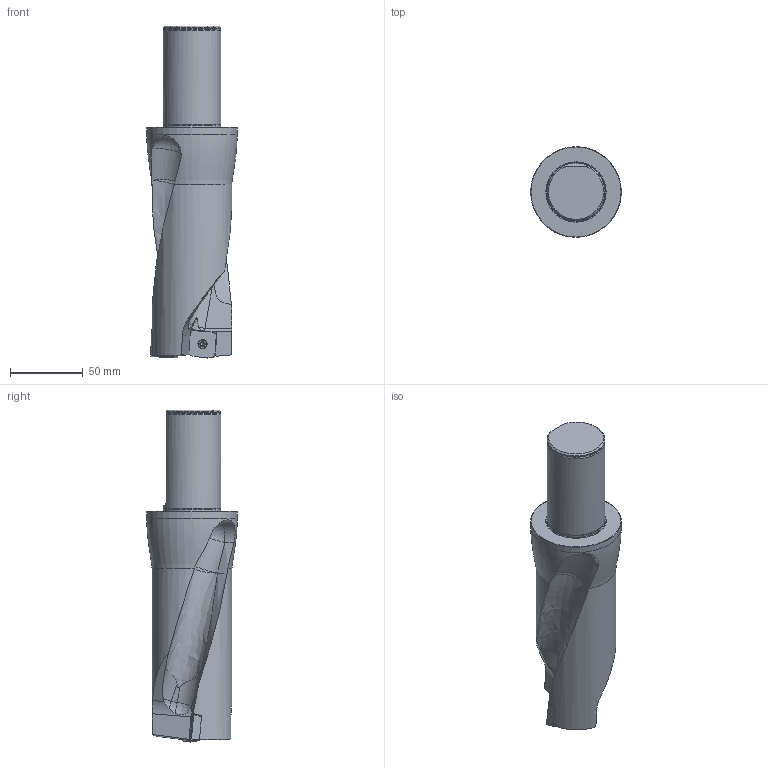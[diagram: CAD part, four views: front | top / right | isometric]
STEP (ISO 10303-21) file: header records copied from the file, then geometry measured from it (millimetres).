
FILE_DESCRIPTION(/* description */ (''),/* implementation_level */ '2;1');
FILE_NAME(/* name */ 'toolassembly_1.stp',/* time_stamp */ '2020-07-07T15:29:20+02:00',/* author */ (''),/* organization */ ('SMS'),/* preprocessor_version */ 'ST-DEVELOPER v16.7',/* originating_system */ 'SIEMENS PLM Software NX 12.0',/* authorisation */ '');
FILE_SCHEMA (('AUTOMOTIVE_DESIGN { 1 0 10303 214 3 1 1 1 }'));
Length unit declared in the file: millimetre
Products named in the file (5): CUT_20200707152751; CUT_20200707152749; NOCUT_20200707152740; ASSEMBLY_CONSTRUCTION; TOOLASSEMBLY_1
Assembly tree (4 placements, depth 2):
  TOOLASSEMBLY_1
    ASSEMBLY_CONSTRUCTION
    NOCUT_20200707152740
    CUT_20200707152749
    CUT_20200707152751
Bounding box: 62.5 x 62.5 x 228.98 mm (x, y, z)
Volume: 331174 mm3; surface area: 49067 mm2
Topology: 3 solids, 3 shells, 248 faces, 663 edges, 427 vertices
Faces by surface type: plane 93, cylinder 61, bspline 25, cone 24, extrusion 24, torus 12, sphere 8, revolution 1
Full cylindrical faces by diameter (mm): 3.5 x2, 4.7 x2, 5.7 x2, 39.5 x1, 39.992 x1, 62.5 x1
Entity records: 11134 total; most frequent: CARTESIAN_POINT 5135, ORIENTED_EDGE 1220, DIRECTION 1157, EDGE_CURVE 610, AXIS2_PLACEMENT_3D 454, VERTEX_POINT 404, EDGE_LOOP 286, ADVANCED_FACE 248
